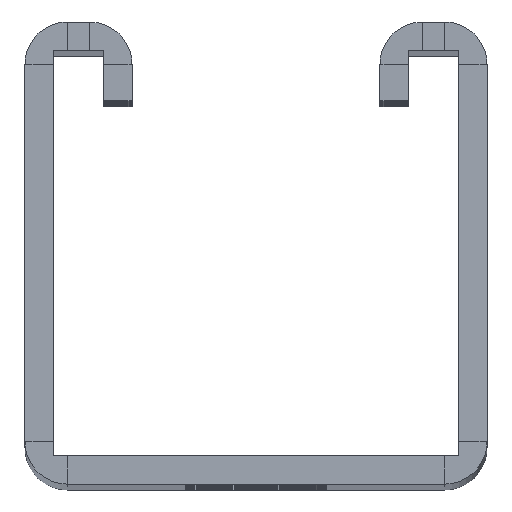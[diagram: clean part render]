
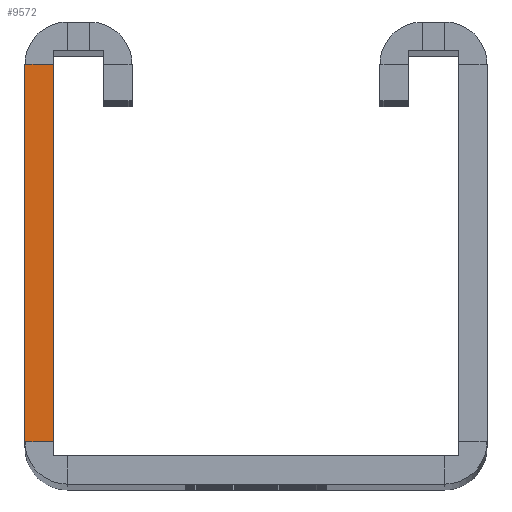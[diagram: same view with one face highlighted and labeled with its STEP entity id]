
A CAD part, top view. The second image highlights one B-rep face of the part: STEP entity #9572.
In plain terms, the highlighted planar face has unit normal (0, 0, 1).
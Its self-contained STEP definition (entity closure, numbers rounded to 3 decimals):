
#97 = DIRECTION ( 'NONE',  ( 1., 0., 0. ) ) ;
#637 = VECTOR ( 'NONE', #97, 1000. ) ;
#1295 = CARTESIAN_POINT ( 'NONE',  ( -20.5, 3.75, 0. ) ) ;
#1594 = DIRECTION ( 'NONE',  ( 0., 1., 0. ) ) ;
#2693 = ORIENTED_EDGE ( 'NONE', *, *, #12072, .T. ) ;
#2945 = CARTESIAN_POINT ( 'NONE',  ( -18., 37.25, 0. ) ) ;
#4046 = LINE ( 'NONE', #2945, #18547 ) ;
#4660 = VERTEX_POINT ( 'NONE', #9054 ) ;
#5239 = FACE_OUTER_BOUND ( 'NONE', #13279, .T. ) ;
#5598 = DIRECTION ( 'NONE',  ( 0., 0., 1. ) ) ;
#5638 = VECTOR ( 'NONE', #13822, 1000. ) ;
#8636 = VECTOR ( 'NONE', #1594, 1000. ) ;
#9054 = CARTESIAN_POINT ( 'NONE',  ( -18., 3.75, 0. ) ) ;
#9433 = CARTESIAN_POINT ( 'NONE',  ( -20.5, 37.25, 0. ) ) ;
#9463 = ORIENTED_EDGE ( 'NONE', *, *, #19667, .T. ) ;
#9572 = ADVANCED_FACE ( 'NONE', ( #5239 ), #16403, .T. ) ;
#9574 = LINE ( 'NONE', #15238, #8636 ) ;
#9953 = ORIENTED_EDGE ( 'NONE', *, *, #16370, .F. ) ;
#10252 = CARTESIAN_POINT ( 'NONE',  ( -18., 37.25, 0. ) ) ;
#10521 = DIRECTION ( 'NONE',  ( -1., 0., 0. ) ) ;
#10617 = LINE ( 'NONE', #1295, #637 ) ;
#12027 = VERTEX_POINT ( 'NONE', #10252 ) ;
#12072 = EDGE_CURVE ( 'NONE', #12027, #12382, #4046, .T. ) ;
#12382 = VERTEX_POINT ( 'NONE', #9433 ) ;
#13276 = LINE ( 'NONE', #13754, #5638 ) ;
#13279 = EDGE_LOOP ( 'NONE', ( #9953, #13626, #9463, #2693 ) ) ;
#13626 = ORIENTED_EDGE ( 'NONE', *, *, #13978, .T. ) ;
#13754 = CARTESIAN_POINT ( 'NONE',  ( -18., 0., 0. ) ) ;
#13822 = DIRECTION ( 'NONE',  ( 0., 1., 0. ) ) ;
#13978 = EDGE_CURVE ( 'NONE', #16379, #4660, #10617, .T. ) ;
#15055 = AXIS2_PLACEMENT_3D ( 'NONE', #19569, #5598, #17801 ) ;
#15238 = CARTESIAN_POINT ( 'NONE',  ( -20.5, 0., 0. ) ) ;
#16370 = EDGE_CURVE ( 'NONE', #16379, #12382, #9574, .T. ) ;
#16379 = VERTEX_POINT ( 'NONE', #16697 ) ;
#16403 = PLANE ( 'NONE',  #15055 ) ;
#16697 = CARTESIAN_POINT ( 'NONE',  ( -20.5, 3.75, 0. ) ) ;
#17801 = DIRECTION ( 'NONE',  ( 1., 0., 0. ) ) ;
#18547 = VECTOR ( 'NONE', #10521, 1000. ) ;
#19569 = CARTESIAN_POINT ( 'NONE',  ( -16.75, 2.5, 0. ) ) ;
#19667 = EDGE_CURVE ( 'NONE', #4660, #12027, #13276, .T. ) ;
